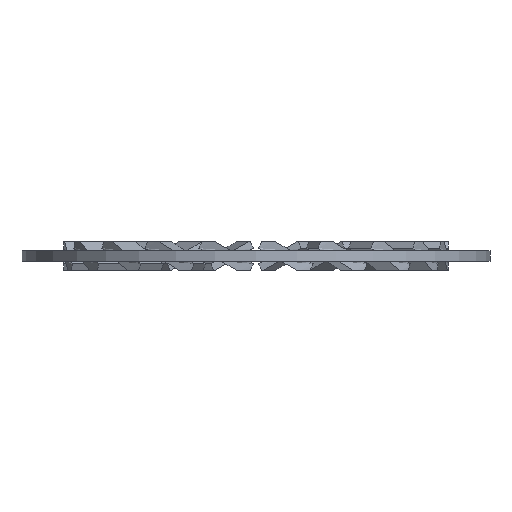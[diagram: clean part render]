
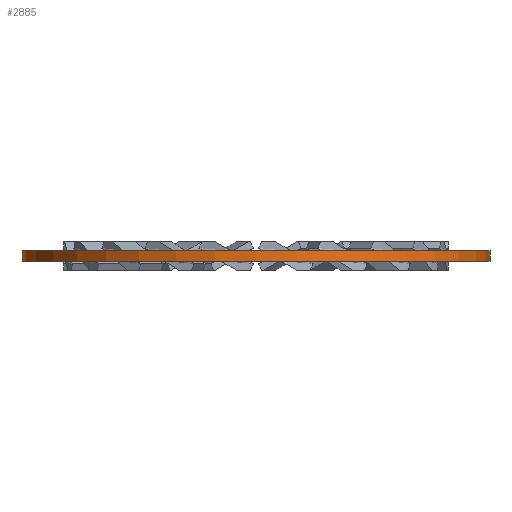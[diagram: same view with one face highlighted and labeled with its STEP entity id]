
A CAD part, front view. The second image highlights one B-rep face of the part: STEP entity #2885.
In plain terms, the highlighted cylindrical face has radius 32.25 mm (diameter 64.5 mm), a partial arc.
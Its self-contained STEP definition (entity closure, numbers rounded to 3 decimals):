
#359 = DIRECTION ( 'NONE',  ( 1., 0., 0. ) ) ;
#529 = EDGE_LOOP ( 'NONE', ( #950, #2295, #1858, #5857 ) ) ;
#840 = CIRCLE ( 'NONE', #5268, 32.25 ) ;
#892 = CARTESIAN_POINT ( 'NONE',  ( 32.25, 0., -0.7 ) ) ;
#950 = ORIENTED_EDGE ( 'NONE', *, *, #3115, .F. ) ;
#1115 = CARTESIAN_POINT ( 'NONE',  ( -32.25, 0., -0.7 ) ) ;
#1773 = CYLINDRICAL_SURFACE ( 'NONE', #1788, 32.25 ) ;
#1788 = AXIS2_PLACEMENT_3D ( 'NONE', #4369, #6405, #359 ) ;
#1802 = EDGE_CURVE ( 'NONE', #3361, #3848, #4468, .T. ) ;
#1809 = DIRECTION ( 'NONE',  ( 0., 0., 1. ) ) ;
#1847 = CARTESIAN_POINT ( 'NONE',  ( 32.25, 0., -0.7 ) ) ;
#1858 = ORIENTED_EDGE ( 'NONE', *, *, #4691, .T. ) ;
#1990 = LINE ( 'NONE', #1847, #3317 ) ;
#2271 = EDGE_CURVE ( 'NONE', #3453, #2679, #840, .T. ) ;
#2295 = ORIENTED_EDGE ( 'NONE', *, *, #1802, .T. ) ;
#2679 = VERTEX_POINT ( 'NONE', #3174 ) ;
#2883 = FACE_OUTER_BOUND ( 'NONE', #529, .T. ) ;
#2885 = ADVANCED_FACE ( 'NONE', ( #2883 ), #1773, .T. ) ;
#3115 = EDGE_CURVE ( 'NONE', #3361, #3453, #4868, .T. ) ;
#3174 = CARTESIAN_POINT ( 'NONE',  ( 32.25, 0., 0.7 ) ) ;
#3317 = VECTOR ( 'NONE', #1809, 1000. ) ;
#3361 = VERTEX_POINT ( 'NONE', #4346 ) ;
#3453 = VERTEX_POINT ( 'NONE', #4474 ) ;
#3636 = DIRECTION ( 'NONE',  ( 0., 0., 1. ) ) ;
#3645 = DIRECTION ( 'NONE',  ( 0., 0., 1. ) ) ;
#3848 = VERTEX_POINT ( 'NONE', #892 ) ;
#4055 = DIRECTION ( 'NONE',  ( 1., 0., 0. ) ) ;
#4074 = CARTESIAN_POINT ( 'NONE',  ( 0., 0., -0.7 ) ) ;
#4079 = CARTESIAN_POINT ( 'NONE',  ( 0., 0., 0.7 ) ) ;
#4107 = DIRECTION ( 'NONE',  ( 0., 0., 1. ) ) ;
#4346 = CARTESIAN_POINT ( 'NONE',  ( -32.25, 0., -0.7 ) ) ;
#4369 = CARTESIAN_POINT ( 'NONE',  ( 0., 0., -0.7 ) ) ;
#4468 = CIRCLE ( 'NONE', #6431, 32.25 ) ;
#4474 = CARTESIAN_POINT ( 'NONE',  ( -32.25, 0., 0.7 ) ) ;
#4691 = EDGE_CURVE ( 'NONE', #3848, #2679, #1990, .T. ) ;
#4868 = LINE ( 'NONE', #1115, #5036 ) ;
#5036 = VECTOR ( 'NONE', #3645, 1000. ) ;
#5268 = AXIS2_PLACEMENT_3D ( 'NONE', #4079, #4107, #6048 ) ;
#5857 = ORIENTED_EDGE ( 'NONE', *, *, #2271, .F. ) ;
#6048 = DIRECTION ( 'NONE',  ( 1., 0., 0. ) ) ;
#6405 = DIRECTION ( 'NONE',  ( 0., 0., 1. ) ) ;
#6431 = AXIS2_PLACEMENT_3D ( 'NONE', #4074, #3636, #4055 ) ;
